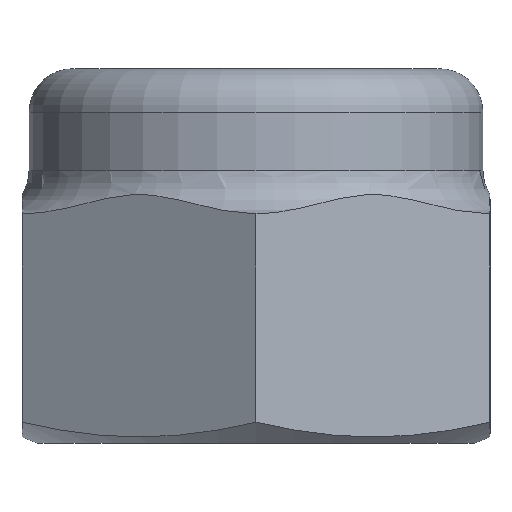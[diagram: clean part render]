
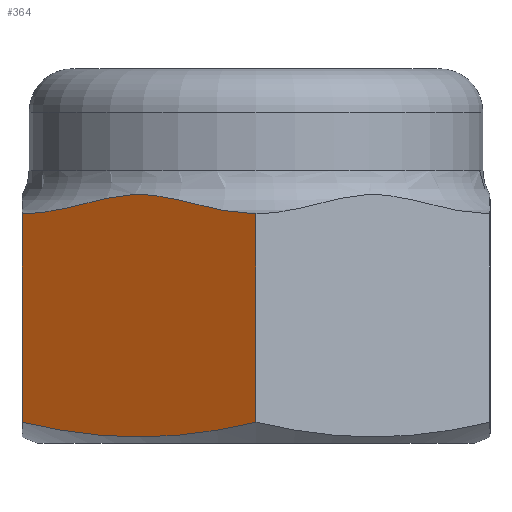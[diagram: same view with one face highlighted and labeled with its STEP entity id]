
A CAD part, left-side view. The second image highlights one B-rep face of the part: STEP entity #364.
In plain terms, the highlighted planar face has unit normal (-0.866, 0.5, 0).
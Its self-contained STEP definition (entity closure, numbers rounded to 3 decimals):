
#1 = CARTESIAN_POINT ( 'NONE',  ( -2.887, 5., 0.445 ) ) ;
#15 = ORIENTED_EDGE ( 'NONE', *, *, #118, .T. ) ;
#29 = CARTESIAN_POINT ( 'NONE',  ( -2.887, 5., 8. ) ) ;
#40 = ORIENTED_EDGE ( 'NONE', *, *, #304, .F. ) ;
#51 = ORIENTED_EDGE ( 'NONE', *, *, #533, .T. ) ;
#67 = CARTESIAN_POINT ( 'NONE',  ( -3.127, 4.585, 0.349 ) ) ;
#76 = LINE ( 'NONE', #29, #690 ) ;
#98 = CARTESIAN_POINT ( 'NONE',  ( -4.098, 2.902, 5.32 ) ) ;
#107 = CARTESIAN_POINT ( 'NONE',  ( -4.814, 1.661, 5.199 ) ) ;
#118 = EDGE_CURVE ( 'NONE', #322, #431, #214, .T. ) ;
#132 = CARTESIAN_POINT ( 'NONE',  ( -3.852, 3.328, 0.161 ) ) ;
#160 = CARTESIAN_POINT ( 'NONE',  ( -3.135, 4.57, 4.9 ) ) ;
#195 = VERTEX_POINT ( 'NONE', #1 ) ;
#214 = B_SPLINE_CURVE_WITH_KNOTS ( 'NONE', 3,
 ( #555, #221, #612, #107, #666, #98, #293, #538, #160, #719 ),
 .UNSPECIFIED., .F., .F.,
 ( 4, 2, 2, 2, 4 ),
 ( 0., 0.001, 0.003, 0.004, 0.006 ),
 .UNSPECIFIED. ) ;
#221 = CARTESIAN_POINT ( 'NONE',  ( -5.528, 0.425, 4.9 ) ) ;
#251 = VERTEX_POINT ( 'NONE', #738 ) ;
#293 = CARTESIAN_POINT ( 'NONE',  ( -3.856, 3.321, 5.204 ) ) ;
#304 = EDGE_CURVE ( 'NONE', #251, #195, #396, .T. ) ;
#322 = VERTEX_POINT ( 'NONE', #445 ) ;
#325 = FACE_OUTER_BOUND ( 'NONE', #556, .T. ) ;
#330 = DIRECTION ( 'NONE',  ( 0., 0., -1. ) ) ;
#364 = ADVANCED_FACE ( 'NONE', ( #325 ), #590, .F. ) ;
#374 = CARTESIAN_POINT ( 'NONE',  ( -5.295, 0.829, 0.252 ) ) ;
#396 = B_SPLINE_CURVE_WITH_KNOTS ( 'NONE', 3,
 ( #750, #374, #438, #636, #132, #440, #67, #638 ),
 .UNSPECIFIED., .F., .F.,
 ( 4, 2, 2, 4 ),
 ( 0., 0.003, 0.004, 0.006 ),
 .UNSPECIFIED. ) ;
#431 = VERTEX_POINT ( 'NONE', #523 ) ;
#438 = CARTESIAN_POINT ( 'NONE',  ( -4.816, 1.659, 0.134 ) ) ;
#440 = CARTESIAN_POINT ( 'NONE',  ( -3.369, 4.165, 0.269 ) ) ;
#445 = CARTESIAN_POINT ( 'NONE',  ( -5.774, 0., 4.9 ) ) ;
#478 = DIRECTION ( 'NONE',  ( 0., 0., -1. ) ) ;
#486 = ORIENTED_EDGE ( 'NONE', *, *, #712, .F. ) ;
#523 = CARTESIAN_POINT ( 'NONE',  ( -2.887, 5., 4.9 ) ) ;
#533 = EDGE_CURVE ( 'NONE', #431, #195, #76, .T. ) ;
#538 = CARTESIAN_POINT ( 'NONE',  ( -3.376, 4.153, 4.995 ) ) ;
#555 = CARTESIAN_POINT ( 'NONE',  ( -5.774, 0., 4.9 ) ) ;
#556 = EDGE_LOOP ( 'NONE', ( #40, #486, #15, #51 ) ) ;
#585 = CARTESIAN_POINT ( 'NONE',  ( -2.887, 5., 8. ) ) ;
#590 = PLANE ( 'NONE',  #767 ) ;
#612 = CARTESIAN_POINT ( 'NONE',  ( -5.29, 0.838, 4.993 ) ) ;
#633 = VECTOR ( 'NONE', #478, 1000. ) ;
#636 = CARTESIAN_POINT ( 'NONE',  ( -4.093, 2.91, 0.133 ) ) ;
#638 = CARTESIAN_POINT ( 'NONE',  ( -2.887, 5., 0.445 ) ) ;
#646 = CARTESIAN_POINT ( 'NONE',  ( -5.774, 0., 8. ) ) ;
#666 = CARTESIAN_POINT ( 'NONE',  ( -4.577, 2.073, 5.316 ) ) ;
#672 = LINE ( 'NONE', #646, #633 ) ;
#690 = VECTOR ( 'NONE', #330, 1000. ) ;
#696 = DIRECTION ( 'NONE',  ( 0.5, 0.866, 0. ) ) ;
#712 = EDGE_CURVE ( 'NONE', #322, #251, #672, .T. ) ;
#719 = CARTESIAN_POINT ( 'NONE',  ( -2.887, 5., 4.9 ) ) ;
#738 = CARTESIAN_POINT ( 'NONE',  ( -5.774, 0., 0.445 ) ) ;
#750 = CARTESIAN_POINT ( 'NONE',  ( -5.774, 0., 0.445 ) ) ;
#761 = DIRECTION ( 'NONE',  ( 0.866, -0.5, 0. ) ) ;
#767 = AXIS2_PLACEMENT_3D ( 'NONE', #585, #761, #696 ) ;
